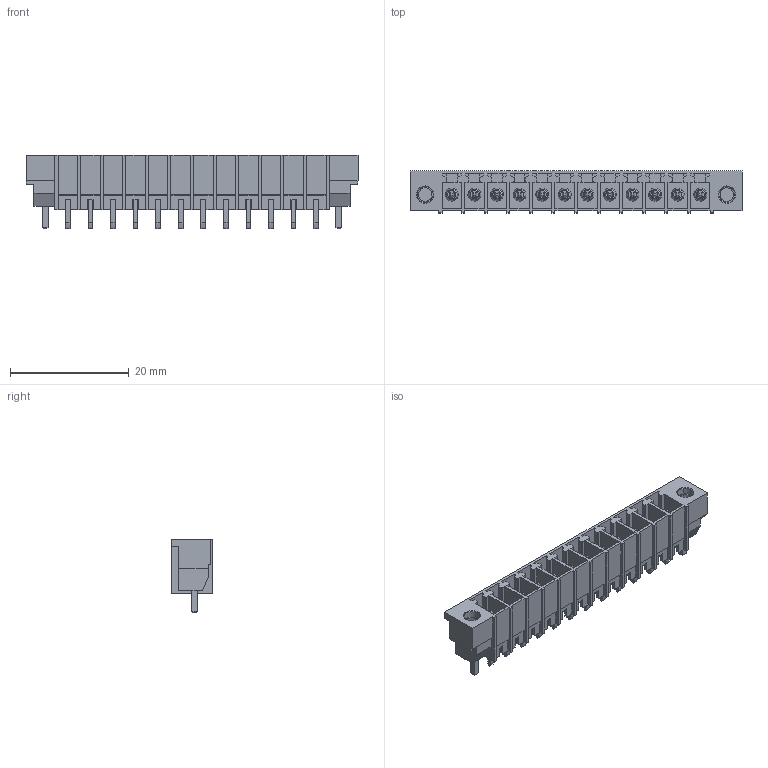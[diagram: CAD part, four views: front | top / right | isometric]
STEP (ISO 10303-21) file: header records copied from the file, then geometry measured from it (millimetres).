
FILE_DESCRIPTION(('CATIA V5 STEP Exchange','CAx-IF Rec.Pracs.--- Model Styling and Organization---1.4--- 2014-01-23'),'2;1');
FILE_NAME ('D1486337_0', '2021-05-19T09:21:32+00:00', ('none'), ('Weidmueller'), 'CATIA Version 5-6 Release 2016 SP3 HF44', 'CATIA V5 STEP AP214', 'none');
FILE_SCHEMA(('AUTOMOTIVE_DESIGN { 1 0 10303 214 1 1 1 1 }'));
Length unit declared in the file: millimetre
Products named in the file (1): 1359440000
Bounding box: 56.01 x 7.07 x 12.4 mm (x, y, z)
Volume: 1530.4 mm3; surface area: 4702.9 mm2
Topology: 15 solids, 15 shells, 868 faces, 2450 edges, 1652 vertices
Faces by surface type: plane 690, cylinder 126, cone 28, torus 24
Entity records: 27234 total; most frequent: CARTESIAN_POINT 4959, ORIENTED_EDGE 4900, DIRECTION 3566, EDGE_CURVE 2450, VECTOR 2098, LINE 2098, VERTEX_POINT 1652, EDGE_LOOP 932
